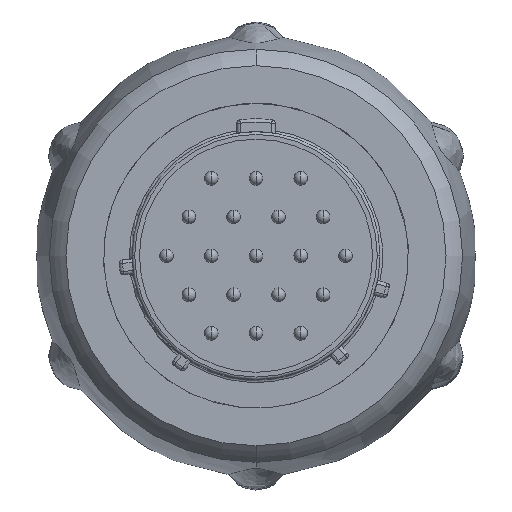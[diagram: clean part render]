
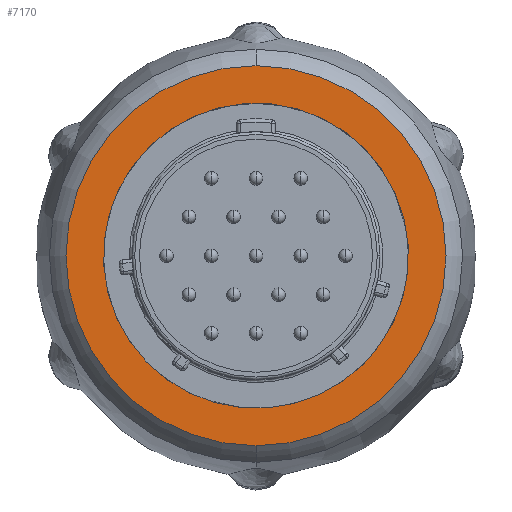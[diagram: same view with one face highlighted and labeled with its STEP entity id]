
A CAD part, top view. The second image highlights one B-rep face of the part: STEP entity #7170.
In plain terms, the highlighted planar face has unit normal (0, 0, 1).
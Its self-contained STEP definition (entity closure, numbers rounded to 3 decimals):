
#1906=CARTESIAN_POINT('',(0.,0.,10.05));
#1907=DIRECTION('',(0.,0.,1.));
#1908=DIRECTION('',(0.,1.,0.));
#1909=AXIS2_PLACEMENT_3D('',#1906,#1907,#1908);
#1911=CARTESIAN_POINT('',(0.,0.,10.05));
#1912=DIRECTION('',(0.,0.,1.));
#1913=DIRECTION('',(0.,-1.,0.));
#1914=AXIS2_PLACEMENT_3D('',#1911,#1912,#1913);
#1916=CARTESIAN_POINT('',(0.,0.,10.05));
#1917=DIRECTION('',(0.,0.,-1.));
#1918=DIRECTION('',(-0.697,0.717,0.));
#1919=AXIS2_PLACEMENT_3D('',#1916,#1917,#1918);
#2045=CARTESIAN_POINT('',(0.,0.,10.05));
#2046=DIRECTION('',(0.,0.,-1.));
#2047=DIRECTION('',(0.969,0.245,0.));
#2048=AXIS2_PLACEMENT_3D('',#2045,#2046,#2047);
#5099=CARTESIAN_POINT('',(0.,14.007,10.05));
#5100=CARTESIAN_POINT('',(0.,-14.007,10.05));
#5101=VERTEX_POINT('',#5099);
#5102=VERTEX_POINT('',#5100);
#5171=CARTESIAN_POINT('',(10.902,2.757,10.05));
#5172=VERTEX_POINT('',#5171);
#5173=CARTESIAN_POINT('',(-7.838,8.063,10.05));
#5174=VERTEX_POINT('',#5173);
#7153=CARTESIAN_POINT('',(0.,0.,10.05));
#7154=DIRECTION('',(0.,0.,-1.));
#7155=DIRECTION('',(0.,-1.,0.));
#7156=AXIS2_PLACEMENT_3D('',#7153,#7154,#7155);
#7157=PLANE('',#7156);
#7159=ORIENTED_EDGE('',*,*,#7158,.F.);
#7161=ORIENTED_EDGE('',*,*,#7160,.F.);
#7162=EDGE_LOOP('',(#7159,#7161));
#7163=FACE_OUTER_BOUND('',#7162,.F.);
#7165=ORIENTED_EDGE('',*,*,#7164,.F.);
#7167=ORIENTED_EDGE('',*,*,#7166,.F.);
#7168=EDGE_LOOP('',(#7165,#7167));
#7169=FACE_BOUND('',#7168,.F.);
#7170=ADVANCED_FACE('',(#7163,#7169),#7157,.F.);
#1910=CIRCLE('',#1909,14.007);
#1915=CIRCLE('',#1914,14.007);
#1920=CIRCLE('',#1919,11.245);
#2049=CIRCLE('',#2048,11.245);
#7158=EDGE_CURVE('',#5101,#5102,#1910,.T.);
#7160=EDGE_CURVE('',#5102,#5101,#1915,.T.);
#7164=EDGE_CURVE('',#5172,#5174,#2049,.T.);
#7166=EDGE_CURVE('',#5174,#5172,#1920,.T.);
